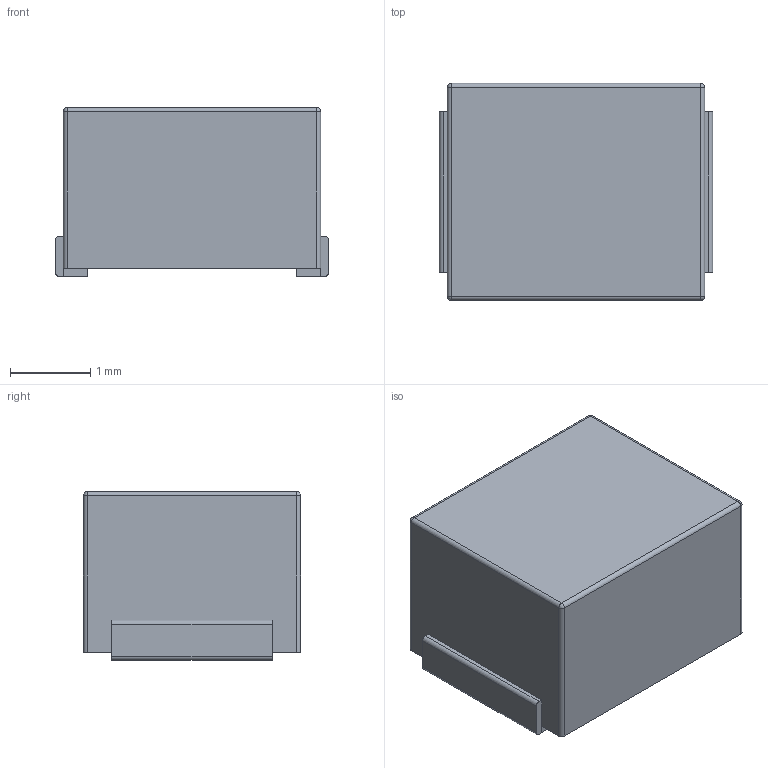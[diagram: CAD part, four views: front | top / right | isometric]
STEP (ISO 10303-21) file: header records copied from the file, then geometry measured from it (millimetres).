
FILE_DESCRIPTION((''),'2;1');
FILE_NAME('INDM3225X210N.stp','2010-03-01T14:04:52',(''),(''),'Mechanical Desktop 2010','Mechanical Desktop 2010',', , ');
FILE_SCHEMA(('AUTOMOTIVE_DESIGN { 1 2 10303 214 1 1 1 1 }'));
Length unit declared in the file: millimetre
Products named in the file (1): Product
Bounding box: 3.4 x 2.7 x 2.1 mm (x, y, z)
Volume: 17.6 mm3; surface area: 48.6 mm2
Topology: 5 solids, 5 shells, 46 faces, 100 edges, 60 vertices
Faces by surface type: plane 18, bspline 14, cylinder 10, sphere 4
Entity records: 1282 total; most frequent: CARTESIAN_POINT 273, ORIENTED_EDGE 192, DIRECTION 186, EDGE_CURVE 96, VECTOR 72, LINE 72, VERTEX_POINT 60, AXIS2_PLACEMENT_3D 57
